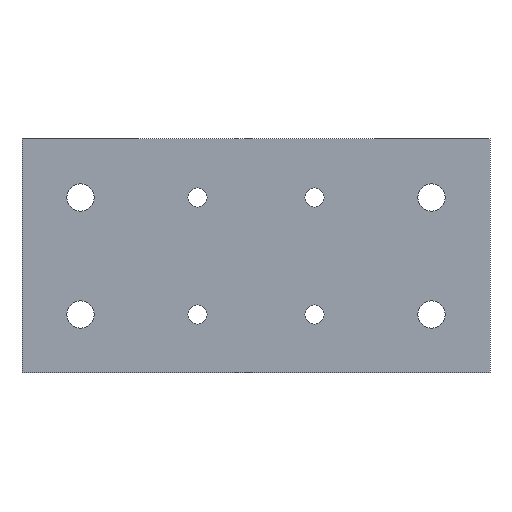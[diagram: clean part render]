
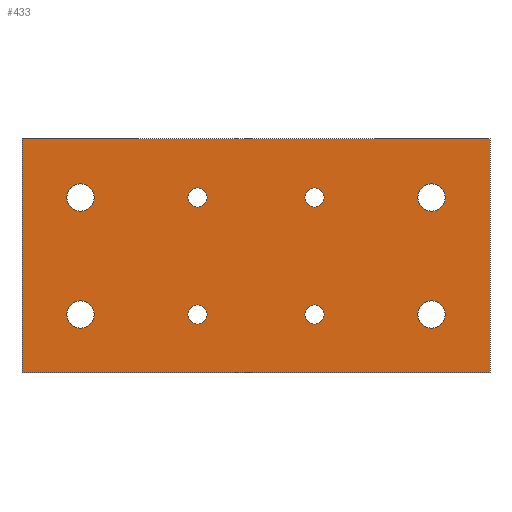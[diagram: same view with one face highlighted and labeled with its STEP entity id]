
A CAD part, front view. The second image highlights one B-rep face of the part: STEP entity #433.
In plain terms, the highlighted planar face has unit normal (0, -1, 0).
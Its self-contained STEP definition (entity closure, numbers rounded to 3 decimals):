
#20=LINE('',#623,#56);
#31=LINE('',#644,#67);
#36=LINE('',#674,#72);
#49=LINE('',#700,#85);
#56=VECTOR('',#510,60.);
#67=VECTOR('',#523,120.);
#72=VECTOR('',#556,60.);
#85=VECTOR('',#583,120.);
#99=PLANE('',#473);
#113=FACE_BOUND('',#180,.T.);
#114=FACE_BOUND('',#181,.T.);
#115=FACE_BOUND('',#182,.T.);
#116=FACE_BOUND('',#183,.T.);
#117=FACE_BOUND('',#184,.T.);
#118=FACE_BOUND('',#185,.T.);
#119=FACE_BOUND('',#186,.T.);
#120=FACE_BOUND('',#187,.T.);
#145=FACE_OUTER_BOUND('',#179,.T.);
#179=EDGE_LOOP('',(#385,#386,#387,#388));
#180=EDGE_LOOP('',(#389));
#181=EDGE_LOOP('',(#390));
#182=EDGE_LOOP('',(#391));
#183=EDGE_LOOP('',(#392));
#184=EDGE_LOOP('',(#393));
#185=EDGE_LOOP('',(#394));
#186=EDGE_LOOP('',(#395));
#187=EDGE_LOOP('',(#396));
#193=CIRCLE('',#438,2.459);
#195=CIRCLE('',#441,2.459);
#197=CIRCLE('',#444,3.5);
#199=CIRCLE('',#447,3.5);
#201=CIRCLE('',#453,3.5);
#203=CIRCLE('',#456,3.5);
#205=CIRCLE('',#459,2.459);
#207=CIRCLE('',#462,2.459);
#209=VERTEX_POINT('',#591);
#211=VERTEX_POINT('',#596);
#213=VERTEX_POINT('',#601);
#215=VERTEX_POINT('',#606);
#221=VERTEX_POINT('',#620);
#222=VERTEX_POINT('',#622);
#231=VERTEX_POINT('',#642);
#232=VERTEX_POINT('',#646);
#234=VERTEX_POINT('',#651);
#236=VERTEX_POINT('',#656);
#238=VERTEX_POINT('',#661);
#242=VERTEX_POINT('',#672);
#249=EDGE_CURVE('',#209,#209,#193,.T.);
#251=EDGE_CURVE('',#211,#211,#195,.T.);
#253=EDGE_CURVE('',#213,#213,#197,.T.);
#255=EDGE_CURVE('',#215,#215,#199,.T.);
#262=EDGE_CURVE('',#222,#221,#20,.T.);
#273=EDGE_CURVE('',#221,#231,#31,.T.);
#274=EDGE_CURVE('',#232,#232,#201,.T.);
#276=EDGE_CURVE('',#234,#234,#203,.T.);
#278=EDGE_CURVE('',#236,#236,#205,.T.);
#280=EDGE_CURVE('',#238,#238,#207,.T.);
#286=EDGE_CURVE('',#231,#242,#36,.T.);
#299=EDGE_CURVE('',#242,#222,#49,.T.);
#385=ORIENTED_EDGE('',*,*,#273,.T.);
#386=ORIENTED_EDGE('',*,*,#286,.T.);
#387=ORIENTED_EDGE('',*,*,#299,.T.);
#388=ORIENTED_EDGE('',*,*,#262,.T.);
#389=ORIENTED_EDGE('',*,*,#249,.T.);
#390=ORIENTED_EDGE('',*,*,#251,.T.);
#391=ORIENTED_EDGE('',*,*,#253,.T.);
#392=ORIENTED_EDGE('',*,*,#255,.T.);
#393=ORIENTED_EDGE('',*,*,#274,.T.);
#394=ORIENTED_EDGE('',*,*,#276,.T.);
#395=ORIENTED_EDGE('',*,*,#278,.T.);
#396=ORIENTED_EDGE('',*,*,#280,.T.);
#433=ADVANCED_FACE('',(#145,#113,#114,#115,#116,#117,#118,#119,#120),#99,
 .T.);
#438=AXIS2_PLACEMENT_3D('',#592,#479,#480);
#441=AXIS2_PLACEMENT_3D('',#597,#485,#486);
#444=AXIS2_PLACEMENT_3D('',#602,#491,#492);
#447=AXIS2_PLACEMENT_3D('',#607,#497,#498);
#453=AXIS2_PLACEMENT_3D('',#647,#526,#527);
#456=AXIS2_PLACEMENT_3D('',#652,#532,#533);
#459=AXIS2_PLACEMENT_3D('',#657,#538,#539);
#462=AXIS2_PLACEMENT_3D('',#662,#544,#545);
#473=AXIS2_PLACEMENT_3D('',#702,#585,#586);
#479=DIRECTION('center_axis',(0.,1.,0.));
#480=DIRECTION('ref_axis',(1.,0.,0.));
#485=DIRECTION('center_axis',(0.,1.,0.));
#486=DIRECTION('ref_axis',(1.,0.,0.));
#491=DIRECTION('center_axis',(0.,1.,0.));
#492=DIRECTION('ref_axis',(1.,0.,0.));
#497=DIRECTION('center_axis',(0.,1.,0.));
#498=DIRECTION('ref_axis',(1.,0.,0.));
#510=DIRECTION('',(0.,0.,1.));
#523=DIRECTION('',(-1.,0.,0.));
#526=DIRECTION('center_axis',(0.,1.,0.));
#527=DIRECTION('ref_axis',(1.,0.,0.));
#532=DIRECTION('center_axis',(0.,1.,0.));
#533=DIRECTION('ref_axis',(1.,0.,0.));
#538=DIRECTION('center_axis',(0.,1.,0.));
#539=DIRECTION('ref_axis',(1.,0.,0.));
#544=DIRECTION('center_axis',(0.,1.,0.));
#545=DIRECTION('ref_axis',(1.,0.,0.));
#556=DIRECTION('',(0.,0.,-1.));
#583=DIRECTION('',(1.,0.,0.));
#585=DIRECTION('center_axis',(0.,-1.,0.));
#586=DIRECTION('ref_axis',(0.,0.,-1.));
#591=CARTESIAN_POINT('',(12.542,0.,-15.));
#592=CARTESIAN_POINT('Origin',(15.,0.,-15.));
#596=CARTESIAN_POINT('',(-17.459,0.,-15.));
#597=CARTESIAN_POINT('Origin',(-15.,0.,-15.));
#601=CARTESIAN_POINT('',(41.5,0.,-15.));
#602=CARTESIAN_POINT('Origin',(45.,0.,-15.));
#606=CARTESIAN_POINT('',(-48.5,0.,-15.));
#607=CARTESIAN_POINT('Origin',(-45.,0.,-15.));
#620=CARTESIAN_POINT('',(60.,0.,30.));
#622=CARTESIAN_POINT('',(60.,0.,-30.));
#623=CARTESIAN_POINT('',(60.,0.,-30.));
#642=CARTESIAN_POINT('',(-60.,0.,30.));
#644=CARTESIAN_POINT('',(60.,0.,30.));
#646=CARTESIAN_POINT('',(-48.5,0.,15.));
#647=CARTESIAN_POINT('Origin',(-45.,0.,15.));
#651=CARTESIAN_POINT('',(41.5,0.,15.));
#652=CARTESIAN_POINT('Origin',(45.,0.,15.));
#656=CARTESIAN_POINT('',(-17.459,0.,15.));
#657=CARTESIAN_POINT('Origin',(-15.,0.,15.));
#661=CARTESIAN_POINT('',(12.542,0.,15.));
#662=CARTESIAN_POINT('Origin',(15.,0.,15.));
#672=CARTESIAN_POINT('',(-60.,0.,-30.));
#674=CARTESIAN_POINT('',(-60.,0.,30.));
#700=CARTESIAN_POINT('',(-60.,0.,-30.));
#702=CARTESIAN_POINT('Origin',(0.,0.,0.));
